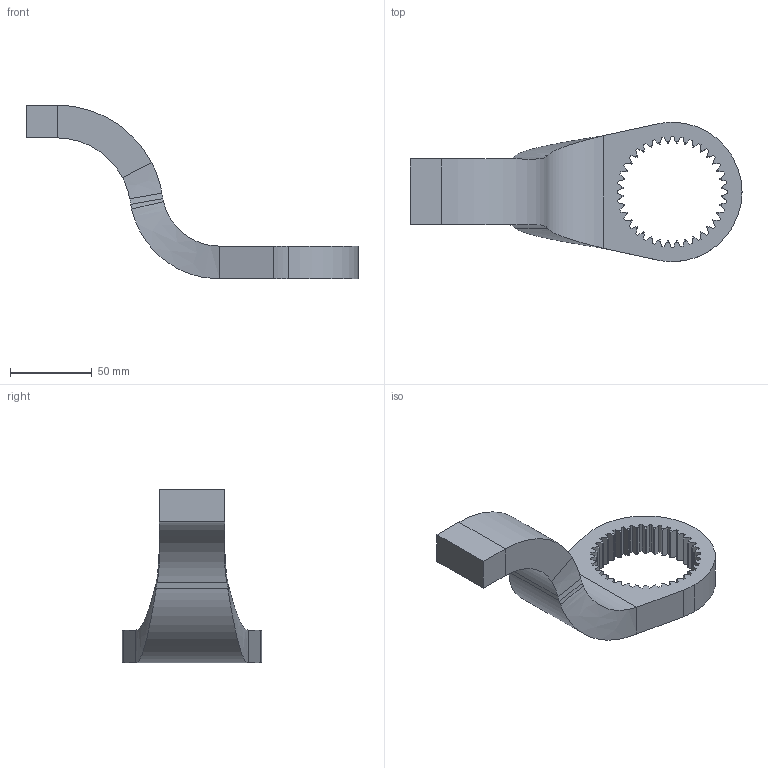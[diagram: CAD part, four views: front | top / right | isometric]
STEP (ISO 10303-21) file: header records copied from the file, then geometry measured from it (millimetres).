
FILE_DESCRIPTION((''),'2;1');
FILE_NAME('6158120710','2015-02-18T',('gredl'),(''),'PRO/ENGINEER BY PARAMETRIC TECHNOLOGY CORPORATION, 2014200','PRO/ENGINEER BY PARAMETRIC TECHNOLOGY CORPORATION, 2014200','');
FILE_SCHEMA(('AUTOMOTIVE_DESIGN { 1 0 10303 214 1 1 1 1 }'));
Length unit declared in the file: millimetre
Products named in the file (1): 6158120710
Bounding box: 202.5 x 85 x 106 mm (x, y, z)
Volume: 207514.7 mm3; surface area: 39820.4 mm2
Topology: 1 solids, 1 shells, 245 faces, 713 edges, 470 vertices
Faces by surface type: plane 121, cone 72, cylinder 46, bspline 6
Entity records: 9354 total; most frequent: CARTESIAN_POINT 2366, ORIENTED_EDGE 1426, DIRECTION 1195, EDGE_CURVE 713, VERTEX_POINT 470, AXIS2_PLACEMENT_3D 399, VECTOR 397, LINE 397
